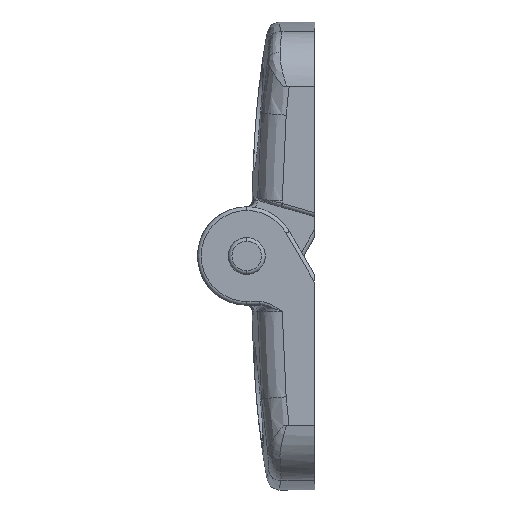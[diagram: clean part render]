
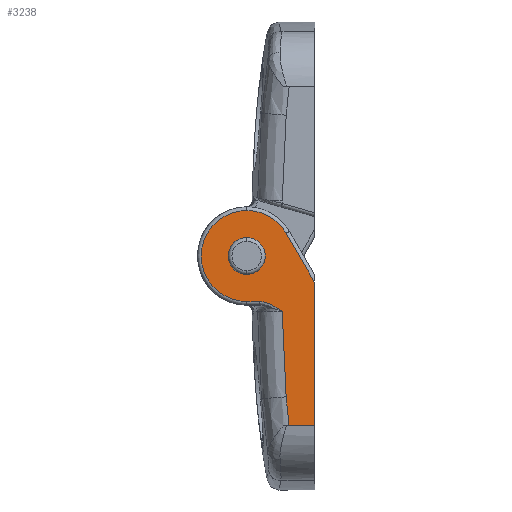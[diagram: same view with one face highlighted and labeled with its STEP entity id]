
A CAD part, left-side view. The second image highlights one B-rep face of the part: STEP entity #3238.
In plain terms, the highlighted planar face has unit normal (-1, 0, 0).
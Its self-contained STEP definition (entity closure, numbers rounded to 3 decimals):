
#120 = CIRCLE ( 'NONE', #1144, 3.7 ) ;
#141 = VERTEX_POINT ( 'NONE', #1439 ) ;
#276 = CARTESIAN_POINT ( 'NONE',  ( -15., 5.5, 1.5 ) ) ;
#516 = ORIENTED_EDGE ( 'NONE', *, *, #3423, .F. ) ;
#521 = ORIENTED_EDGE ( 'NONE', *, *, #2245, .T. ) ;
#549 = VECTOR ( 'NONE', #954, 1000. ) ;
#558 = CARTESIAN_POINT ( 'NONE',  ( -15., 0., -2.126 ) ) ;
#571 = ORIENTED_EDGE ( 'NONE', *, *, #2152, .T. ) ;
#581 = VERTEX_POINT ( 'NONE', #558 ) ;
#590 = ORIENTED_EDGE ( 'NONE', *, *, #2163, .T. ) ;
#636 = ORIENTED_EDGE ( 'NONE', *, *, #2537, .T. ) ;
#645 = VERTEX_POINT ( 'NONE', #2923 ) ;
#672 = ORIENTED_EDGE ( 'NONE', *, *, #2479, .F. ) ;
#709 = ORIENTED_EDGE ( 'NONE', *, *, #2164, .F. ) ;
#711 = CARTESIAN_POINT ( 'NONE',  ( -15., 2.066, -13.782 ) ) ;
#712 = CARTESIAN_POINT ( 'NONE',  ( -15., 2.158, -12.999 ) ) ;
#730 = ORIENTED_EDGE ( 'NONE', *, *, #2305, .T. ) ;
#737 = DIRECTION ( 'NONE',  ( 0., 0., 1. ) ) ;
#742 = DIRECTION ( 'NONE',  ( -1., 0., 0. ) ) ;
#750 = CARTESIAN_POINT ( 'NONE',  ( -15., 5.5, 0. ) ) ;
#752 = CARTESIAN_POINT ( 'NONE',  ( -15., 2.238, -12.215 ) ) ;
#764 = ORIENTED_EDGE ( 'NONE', *, *, #1340, .T. ) ;
#775 = ORIENTED_EDGE ( 'NONE', *, *, #2311, .T. ) ;
#777 = CARTESIAN_POINT ( 'NONE',  ( -15., 2.306, -11.43 ) ) ;
#825 = VERTEX_POINT ( 'NONE', #2586 ) ;
#834 = CARTESIAN_POINT ( 'NONE',  ( -15., 2.066, -13.782 ) ) ;
#946 = CARTESIAN_POINT ( 'NONE',  ( -15., -84.5, -13.782 ) ) ;
#954 = DIRECTION ( 'NONE',  ( 0., 1., 0. ) ) ;
#1067 = B_SPLINE_CURVE_WITH_KNOTS ( 'NONE', 3,
 ( #2525, #2473, #2480, #2469, #2464, #2463 ),
 .UNSPECIFIED., .F., .F.,
 ( 4, 2, 4 ),
 ( 0., 0.001, 0.002 ),
 .UNSPECIFIED. ) ;
#1111 = ORIENTED_EDGE ( 'NONE', *, *, #2179, .F. ) ;
#1144 = AXIS2_PLACEMENT_3D ( 'NONE', #2040, #2039, #2589 ) ;
#1237 = FACE_OUTER_BOUND ( 'NONE', #2000, .T. ) ;
#1319 = LINE ( 'NONE', #1638, #1418 ) ;
#1340 = EDGE_CURVE ( 'NONE', #2222, #645, #120, .T. ) ;
#1418 = VECTOR ( 'NONE', #1635, 1000. ) ;
#1439 = CARTESIAN_POINT ( 'NONE',  ( -15., 5.5, -3.7 ) ) ;
#1603 = DIRECTION ( 'NONE',  ( 0., 0., 1. ) ) ;
#1604 = DIRECTION ( 'NONE',  ( -1., 0., 0. ) ) ;
#1608 = CARTESIAN_POINT ( 'NONE',  ( -15., 5.5, 0. ) ) ;
#1635 = DIRECTION ( 'NONE',  ( 0., 0.5, 0.866 ) ) ;
#1638 = CARTESIAN_POINT ( 'NONE',  ( -15., 2.296, 1.85 ) ) ;
#1669 = VERTEX_POINT ( 'NONE', #834 ) ;
#1688 = LINE ( 'NONE', #2079, #2338 ) ;
#1887 = VERTEX_POINT ( 'NONE', #3551 ) ;
#1928 = LINE ( 'NONE', #2437, #2593 ) ;
#2000 = EDGE_LOOP ( 'NONE', ( #521, #571, #590, #636, #672, #709, #730, #764, #775 ) ) ;
#2037 = DIRECTION ( 'NONE',  ( 0., 0., 1. ) ) ;
#2039 = DIRECTION ( 'NONE',  ( -1., 0., 0. ) ) ;
#2040 = CARTESIAN_POINT ( 'NONE',  ( -15., 5.5, 0. ) ) ;
#2042 = DIRECTION ( 'NONE',  ( -1., 0., 0. ) ) ;
#2044 = DIRECTION ( 'NONE',  ( 0., -1., 0. ) ) ;
#2051 = PLANE ( 'NONE',  #3025 ) ;
#2079 = CARTESIAN_POINT ( 'NONE',  ( -15., 4.122, -3.7 ) ) ;
#2080 = CARTESIAN_POINT ( 'NONE',  ( -15., -84.5, -4. ) ) ;
#2104 = CARTESIAN_POINT ( 'NONE',  ( -15., 0., -13.782 ) ) ;
#2128 = CARTESIAN_POINT ( 'NONE',  ( -15., 2.296, 1.85 ) ) ;
#2152 = EDGE_CURVE ( 'NONE', #2783, #3128, #1067, .T. ) ;
#2163 = EDGE_CURVE ( 'NONE', #3128, #825, #2756, .T. ) ;
#2164 = EDGE_CURVE ( 'NONE', #581, #3212, #1928, .T. ) ;
#2179 = EDGE_CURVE ( 'NONE', #2625, #1887, #3260, .T. ) ;
#2222 = VERTEX_POINT ( 'NONE', #2128 ) ;
#2245 = EDGE_CURVE ( 'NONE', #141, #2783, #1688, .T. ) ;
#2305 = EDGE_CURVE ( 'NONE', #581, #2222, #1319, .T. ) ;
#2311 = EDGE_CURVE ( 'NONE', #645, #141, #3371, .T. ) ;
#2325 = DIRECTION ( 'NONE',  ( 0., 0., 1. ) ) ;
#2328 = DIRECTION ( 'NONE',  ( -1., 0., 0. ) ) ;
#2337 = CARTESIAN_POINT ( 'NONE',  ( -15., 5.5, 0. ) ) ;
#2338 = VECTOR ( 'NONE', #2044, 1000. ) ;
#2432 = DIRECTION ( 'NONE',  ( 0., 0., -1. ) ) ;
#2437 = CARTESIAN_POINT ( 'NONE',  ( -15., 0., -1.75 ) ) ;
#2442 = CARTESIAN_POINT ( 'NONE',  ( -15., 2.306, -11.43 ) ) ;
#2443 = CARTESIAN_POINT ( 'NONE',  ( -15., 2.503, -9.124 ) ) ;
#2450 = CARTESIAN_POINT ( 'NONE',  ( -15., 2.622, -4.5 ) ) ;
#2453 = CARTESIAN_POINT ( 'NONE',  ( -15., 2.609, -6.814 ) ) ;
#2463 = CARTESIAN_POINT ( 'NONE',  ( -15., 2.622, -4.5 ) ) ;
#2464 = CARTESIAN_POINT ( 'NONE',  ( -15., 2.902, -4.308 ) ) ;
#2469 = CARTESIAN_POINT ( 'NONE',  ( -15., 3.179, -4.117 ) ) ;
#2473 = CARTESIAN_POINT ( 'NONE',  ( -15., 4.111, -3.7 ) ) ;
#2479 = EDGE_CURVE ( 'NONE', #3212, #1669, #3471, .T. ) ;
#2480 = CARTESIAN_POINT ( 'NONE',  ( -15., 3.781, -3.815 ) ) ;
#2525 = CARTESIAN_POINT ( 'NONE',  ( -15., 4.455, -3.7 ) ) ;
#2537 = EDGE_CURVE ( 'NONE', #825, #1669, #2996, .T. ) ;
#2565 = CARTESIAN_POINT ( 'NONE',  ( -15., 2.622, -4.5 ) ) ;
#2586 = CARTESIAN_POINT ( 'NONE',  ( -15., 2.306, -11.43 ) ) ;
#2589 = DIRECTION ( 'NONE',  ( 0., 0., 1. ) ) ;
#2593 = VECTOR ( 'NONE', #2432, 1000. ) ;
#2625 = VERTEX_POINT ( 'NONE', #276 ) ;
#2647 = FACE_BOUND ( 'NONE', #3123, .T. ) ;
#2756 = B_SPLINE_CURVE_WITH_KNOTS ( 'NONE', 3,
 ( #2450, #2453, #2443, #2442 ),
 .UNSPECIFIED., .F., .F.,
 ( 4, 4 ),
 ( 0., 0.007 ),
 .UNSPECIFIED. ) ;
#2783 = VERTEX_POINT ( 'NONE', #2831 ) ;
#2831 = CARTESIAN_POINT ( 'NONE',  ( -15., 4.455, -3.7 ) ) ;
#2833 = AXIS2_PLACEMENT_3D ( 'NONE', #750, #742, #737 ) ;
#2851 = CIRCLE ( 'NONE', #2833, 1.5 ) ;
#2923 = CARTESIAN_POINT ( 'NONE',  ( -15., 5.5, 3.7 ) ) ;
#2996 = B_SPLINE_CURVE_WITH_KNOTS ( 'NONE', 3,
 ( #777, #752, #712, #711 ),
 .UNSPECIFIED., .F., .F.,
 ( 4, 4 ),
 ( 0., 0.002 ),
 .UNSPECIFIED. ) ;
#3025 = AXIS2_PLACEMENT_3D ( 'NONE', #2080, #2042, #2037 ) ;
#3123 = EDGE_LOOP ( 'NONE', ( #1111, #516 ) ) ;
#3128 = VERTEX_POINT ( 'NONE', #2565 ) ;
#3212 = VERTEX_POINT ( 'NONE', #2104 ) ;
#3227 = AXIS2_PLACEMENT_3D ( 'NONE', #1608, #1604, #1603 ) ;
#3238 = ADVANCED_FACE ( 'NONE', ( #2647, #1237 ), #2051, .T. ) ;
#3260 = CIRCLE ( 'NONE', #3281, 1.5 ) ;
#3281 = AXIS2_PLACEMENT_3D ( 'NONE', #2337, #2328, #2325 ) ;
#3371 = CIRCLE ( 'NONE', #3227, 3.7 ) ;
#3423 = EDGE_CURVE ( 'NONE', #1887, #2625, #2851, .T. ) ;
#3471 = LINE ( 'NONE', #946, #549 ) ;
#3551 = CARTESIAN_POINT ( 'NONE',  ( -15., 5.5, -1.5 ) ) ;
